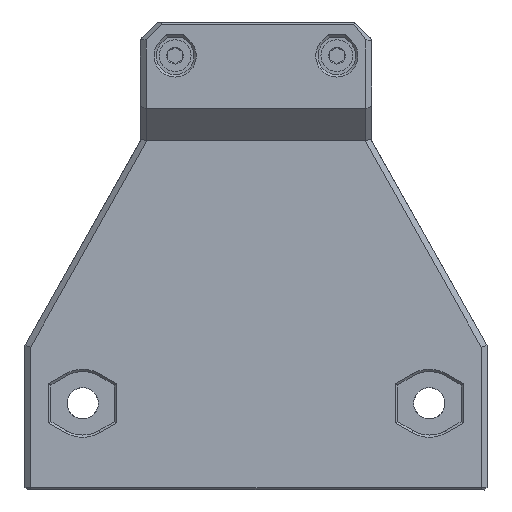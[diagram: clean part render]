
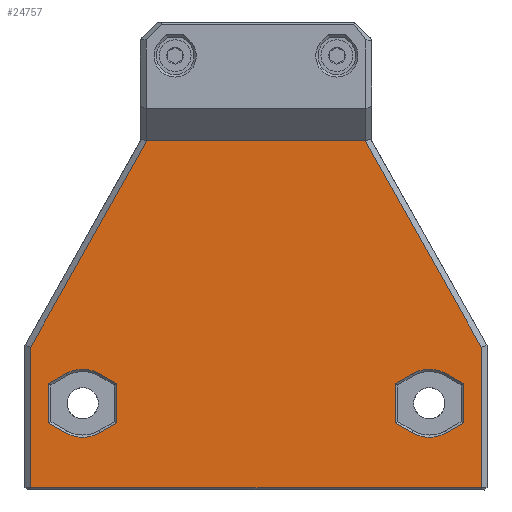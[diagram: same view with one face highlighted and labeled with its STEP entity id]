
A CAD part, left-side view. The second image highlights one B-rep face of the part: STEP entity #24757.
In plain terms, the highlighted planar face has unit normal (-1, 0, 0).
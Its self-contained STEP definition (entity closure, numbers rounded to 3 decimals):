
#1093=FACE_BOUND('',#4837,.T.);
#1094=FACE_BOUND('',#4838,.T.);
#1684=PLANE('',#26849);
#3301=FACE_OUTER_BOUND('',#4836,.T.);
#4836=EDGE_LOOP('',(#21255,#21256,#21257,#21258,#21259,#21260));
#4837=EDGE_LOOP('',(#21261,#21262,#21263,#21264,#21265,#21266,#21267,#21268));
#4838=EDGE_LOOP('',(#21269,#21270,#21271,#21272,#21273,#21274,#21275,#21276));
#6922=LINE('',#45952,#9343);
#6926=LINE('',#45961,#9347);
#6932=LINE('',#45974,#9353);
#6935=LINE('',#45978,#9356);
#6937=LINE('',#45986,#9358);
#6941=LINE('',#45996,#9362);
#6950=LINE('',#46018,#9371);
#6951=LINE('',#46020,#9372);
#6952=LINE('',#46022,#9373);
#6953=LINE('',#46024,#9374);
#6954=LINE('',#46026,#9375);
#6955=LINE('',#46027,#9376);
#6956=LINE('',#46030,#9377);
#6957=LINE('',#46032,#9378);
#6958=LINE('',#46036,#9379);
#6959=LINE('',#46038,#9380);
#6960=LINE('',#46040,#9381);
#6961=LINE('',#46043,#9382);
#9343=VECTOR('',#31999,10.);
#9347=VECTOR('',#32005,10.);
#9353=VECTOR('',#32013,10.);
#9356=VECTOR('',#32018,10.);
#9358=VECTOR('',#32028,10.);
#9362=VECTOR('',#32040,10.);
#9371=VECTOR('',#32061,10.);
#9372=VECTOR('',#32062,10.);
#9373=VECTOR('',#32063,10.);
#9374=VECTOR('',#32064,10.);
#9375=VECTOR('',#32065,10.);
#9376=VECTOR('',#32066,10.);
#9377=VECTOR('',#32067,10.);
#9378=VECTOR('',#32068,10.);
#9379=VECTOR('',#32071,10.);
#9380=VECTOR('',#32072,10.);
#9381=VECTOR('',#32073,10.);
#9382=VECTOR('',#32076,10.);
#10464=CIRCLE('',#26837,5.9);
#10467=CIRCLE('',#26842,5.9);
#10469=CIRCLE('',#26850,5.9);
#10470=CIRCLE('',#26851,5.9);
#12110=VERTEX_POINT('',#45950);
#12111=VERTEX_POINT('',#45951);
#12114=VERTEX_POINT('',#45959);
#12115=VERTEX_POINT('',#45960);
#12120=VERTEX_POINT('',#45971);
#12121=VERTEX_POINT('',#45973);
#12123=VERTEX_POINT('',#45981);
#12124=VERTEX_POINT('',#45989);
#12131=VERTEX_POINT('',#46016);
#12132=VERTEX_POINT('',#46017);
#12133=VERTEX_POINT('',#46019);
#12134=VERTEX_POINT('',#46021);
#12135=VERTEX_POINT('',#46023);
#12136=VERTEX_POINT('',#46025);
#12137=VERTEX_POINT('',#46028);
#12138=VERTEX_POINT('',#46029);
#12139=VERTEX_POINT('',#46031);
#12140=VERTEX_POINT('',#46033);
#12141=VERTEX_POINT('',#46035);
#12142=VERTEX_POINT('',#46037);
#12143=VERTEX_POINT('',#46039);
#12144=VERTEX_POINT('',#46041);
#15246=EDGE_CURVE('',#12110,#12111,#6922,.T.);
#15250=EDGE_CURVE('',#12114,#12115,#6926,.T.);
#15256=EDGE_CURVE('',#12120,#12121,#6932,.T.);
#15259=EDGE_CURVE('',#12121,#12114,#6935,.T.);
#15261=EDGE_CURVE('',#12123,#12120,#10464,.T.);
#15263=EDGE_CURVE('',#12111,#12123,#6937,.T.);
#15267=EDGE_CURVE('',#12115,#12124,#10467,.T.);
#15269=EDGE_CURVE('',#12124,#12110,#6941,.T.);
#15279=EDGE_CURVE('',#12131,#12132,#6950,.T.);
#15280=EDGE_CURVE('',#12133,#12131,#6951,.T.);
#15281=EDGE_CURVE('',#12134,#12133,#6952,.T.);
#15282=EDGE_CURVE('',#12135,#12134,#6953,.T.);
#15283=EDGE_CURVE('',#12136,#12135,#6954,.T.);
#15284=EDGE_CURVE('',#12132,#12136,#6955,.T.);
#15285=EDGE_CURVE('',#12137,#12138,#6956,.T.);
#15286=EDGE_CURVE('',#12139,#12137,#6957,.T.);
#15287=EDGE_CURVE('',#12140,#12139,#10469,.T.);
#15288=EDGE_CURVE('',#12141,#12140,#6958,.T.);
#15289=EDGE_CURVE('',#12142,#12141,#6959,.T.);
#15290=EDGE_CURVE('',#12143,#12142,#6960,.T.);
#15291=EDGE_CURVE('',#12144,#12143,#10470,.T.);
#15292=EDGE_CURVE('',#12138,#12144,#6961,.T.);
#21255=ORIENTED_EDGE('',*,*,#15279,.F.);
#21256=ORIENTED_EDGE('',*,*,#15280,.F.);
#21257=ORIENTED_EDGE('',*,*,#15281,.F.);
#21258=ORIENTED_EDGE('',*,*,#15282,.F.);
#21259=ORIENTED_EDGE('',*,*,#15283,.F.);
#21260=ORIENTED_EDGE('',*,*,#15284,.F.);
#21261=ORIENTED_EDGE('',*,*,#15285,.F.);
#21262=ORIENTED_EDGE('',*,*,#15286,.F.);
#21263=ORIENTED_EDGE('',*,*,#15287,.F.);
#21264=ORIENTED_EDGE('',*,*,#15288,.F.);
#21265=ORIENTED_EDGE('',*,*,#15289,.F.);
#21266=ORIENTED_EDGE('',*,*,#15290,.F.);
#21267=ORIENTED_EDGE('',*,*,#15291,.F.);
#21268=ORIENTED_EDGE('',*,*,#15292,.F.);
#21269=ORIENTED_EDGE('',*,*,#15256,.F.);
#21270=ORIENTED_EDGE('',*,*,#15261,.F.);
#21271=ORIENTED_EDGE('',*,*,#15263,.F.);
#21272=ORIENTED_EDGE('',*,*,#15246,.F.);
#21273=ORIENTED_EDGE('',*,*,#15269,.F.);
#21274=ORIENTED_EDGE('',*,*,#15267,.F.);
#21275=ORIENTED_EDGE('',*,*,#15250,.F.);
#21276=ORIENTED_EDGE('',*,*,#15259,.F.);
#24757=ADVANCED_FACE('',(#3301,#1093,#1094),#1684,.F.);
#26837=AXIS2_PLACEMENT_3D('',#45983,#32022,#32023);
#26842=AXIS2_PLACEMENT_3D('',#45993,#32035,#32036);
#26849=AXIS2_PLACEMENT_3D('',#46015,#32059,#32060);
#26850=AXIS2_PLACEMENT_3D('',#46034,#32069,#32070);
#26851=AXIS2_PLACEMENT_3D('',#46042,#32074,#32075);
#31999=DIRECTION('',(0.,0.,-1.));
#32005=DIRECTION('',(0.,0.866,0.5));
#32013=DIRECTION('',(0.,-0.866,0.5));
#32018=DIRECTION('',(0.,0.,1.));
#32022=DIRECTION('center_axis',(-1.,0.,0.));
#32023=DIRECTION('ref_axis',(0.,-1.,0.));
#32028=DIRECTION('',(0.,-0.866,-0.5));
#32035=DIRECTION('center_axis',(-1.,0.,0.));
#32036=DIRECTION('ref_axis',(0.,-1.,0.));
#32040=DIRECTION('',(0.,0.866,-0.5));
#32059=DIRECTION('center_axis',(1.,0.,0.));
#32060=DIRECTION('ref_axis',(0.,1.,0.));
#32061=DIRECTION('',(0.,0.491,-0.871));
#32062=DIRECTION('',(0.,0.,-1.));
#32063=DIRECTION('',(0.,-1.,0.));
#32064=DIRECTION('',(0.,0.,1.));
#32065=DIRECTION('',(0.,0.491,0.871));
#32066=DIRECTION('',(0.,1.,0.));
#32067=DIRECTION('',(0.,0.,-1.));
#32068=DIRECTION('',(0.,0.866,-0.5));
#32069=DIRECTION('center_axis',(-1.,0.,0.));
#32070=DIRECTION('ref_axis',(0.,1.,0.));
#32071=DIRECTION('',(0.,0.866,0.5));
#32072=DIRECTION('',(0.,0.,1.));
#32073=DIRECTION('',(0.,-0.866,0.5));
#32074=DIRECTION('center_axis',(-1.,0.,0.));
#32075=DIRECTION('ref_axis',(0.,1.,0.));
#32076=DIRECTION('',(0.,-0.866,-0.5));
#45950=CARTESIAN_POINT('',(3.,16.529,91.4));
#45951=CARTESIAN_POINT('',(3.,16.529,84.587));
#45952=CARTESIAN_POINT('',(3.,16.529,99.812));
#45959=CARTESIAN_POINT('',(3.,4.729,91.4));
#45960=CARTESIAN_POINT('',(3.,7.679,93.103));
#45961=CARTESIAN_POINT('',(3.,-0.516,88.372));
#45971=CARTESIAN_POINT('',(3.,7.679,82.884));
#45973=CARTESIAN_POINT('',(3.,4.729,84.587));
#45974=CARTESIAN_POINT('',(3.,-8.001,91.937));
#45978=CARTESIAN_POINT('',(3.,4.729,96.636));
#45981=CARTESIAN_POINT('',(3.,13.579,82.884));
#45983=CARTESIAN_POINT('Origin',(3.,10.629,87.993));
#45986=CARTESIAN_POINT('',(3.,8.134,79.74));
#45989=CARTESIAN_POINT('',(3.,13.579,93.103));
#45993=CARTESIAN_POINT('Origin',(3.,10.629,87.993));
#45996=CARTESIAN_POINT('',(3.,-2.101,102.156));
#46015=CARTESIAN_POINT('Origin',(3.,-19.371,108.454));
#46016=CARTESIAN_POINT('',(3.,1.629,78.259));
#46017=CARTESIAN_POINT('',(3.,21.776,42.497));
#46018=CARTESIAN_POINT('',(3.,-7.422,94.324));
#46019=CARTESIAN_POINT('',(3.,1.629,102.597));
#46020=CARTESIAN_POINT('',(3.,1.629,99.6));
#46021=CARTESIAN_POINT('',(3.,79.629,102.597));
#46022=CARTESIAN_POINT('',(3.,-9.371,102.597));
#46023=CARTESIAN_POINT('',(3.,79.629,78.259));
#46024=CARTESIAN_POINT('',(3.,79.629,99.6));
#46025=CARTESIAN_POINT('',(3.,59.481,42.497));
#46026=CARTESIAN_POINT('',(3.,74.224,68.665));
#46027=CARTESIAN_POINT('',(3.,50.629,42.497));
#46028=CARTESIAN_POINT('',(3.,76.529,91.4));
#46029=CARTESIAN_POINT('',(3.,76.529,84.587));
#46030=CARTESIAN_POINT('',(3.,76.529,96.636));
#46031=CARTESIAN_POINT('',(3.,73.579,93.103));
#46032=CARTESIAN_POINT('',(3.,36.774,114.352));
#46033=CARTESIAN_POINT('',(3.,67.679,93.103));
#46034=CARTESIAN_POINT('Origin',(3.,70.629,87.993));
#46035=CARTESIAN_POINT('',(3.,64.729,91.4));
#46036=CARTESIAN_POINT('',(3.,38.359,76.175));
#46037=CARTESIAN_POINT('',(3.,64.729,84.587));
#46038=CARTESIAN_POINT('',(3.,64.729,99.812));
#46039=CARTESIAN_POINT('',(3.,67.679,82.884));
#46040=CARTESIAN_POINT('',(3.,28.124,105.721));
#46041=CARTESIAN_POINT('',(3.,73.579,82.884));
#46042=CARTESIAN_POINT('Origin',(3.,70.629,87.993));
#46043=CARTESIAN_POINT('',(3.,44.259,65.956));
